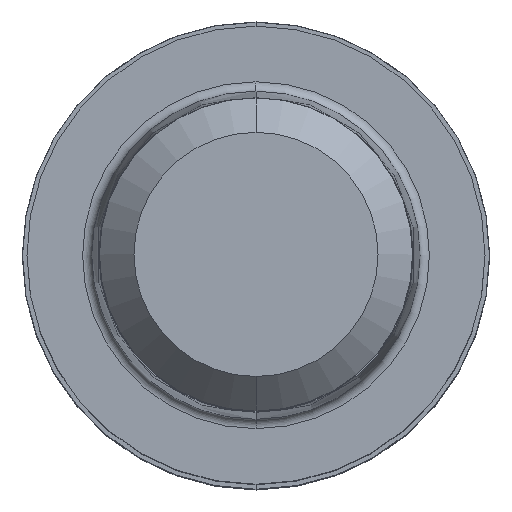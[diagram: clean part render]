
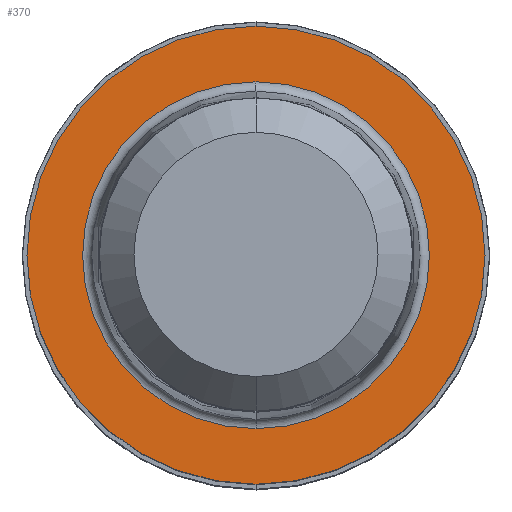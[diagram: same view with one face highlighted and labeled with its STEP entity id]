
A CAD part, top view. The second image highlights one B-rep face of the part: STEP entity #370.
In plain terms, the highlighted planar face has unit normal (0, 0, 1).
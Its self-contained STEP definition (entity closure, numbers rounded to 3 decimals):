
#236=EDGE_CURVE('',#328,#316,#521,.T.);
#254=EDGE_CURVE('',#412,#288,#540,.T.);
#274=EDGE_CURVE('',#316,#328,#562,.T.);
#288=VERTEX_POINT('',#578);
#310=EDGE_CURVE('',#288,#412,#602,.T.);
#316=VERTEX_POINT('',#608);
#328=VERTEX_POINT('',#623);
#370=ADVANCED_FACE('',(#673,#674),#675,.T.);
#412=VERTEX_POINT('',#721);
#521=CIRCLE('',#843,4.9);
#540=CIRCLE('',#870,3.71);
#562=CIRCLE('',#899,4.9);
#578=CARTESIAN_POINT('',(0.,-3.71,0.01));
#602=CIRCLE('',#956,3.71);
#608=CARTESIAN_POINT('',(0.0,4.9,0.01));
#623=CARTESIAN_POINT('',(0.,-4.9,0.01));
#673=FACE_OUTER_BOUND('',#1040,.T.);
#674=FACE_BOUND('',#1041,.T.);
#675=PLANE('',#1042);
#721=CARTESIAN_POINT('',(0.0,3.71,0.01));
#843=AXIS2_PLACEMENT_3D('',#1210,#1211,#1212);
#870=AXIS2_PLACEMENT_3D('',#1232,#1233,#1234);
#899=AXIS2_PLACEMENT_3D('',#1262,#1263,#1264);
#956=AXIS2_PLACEMENT_3D('',#1315,#1316,#1317);
#1040=EDGE_LOOP('',(#1414,#1415));
#1041=EDGE_LOOP('',(#1416,#1417));
#1042=AXIS2_PLACEMENT_3D('',#1418,#1419,#1420);
#1210=CARTESIAN_POINT('',(0.0,0.0,0.01));
#1211=DIRECTION('',(0.0,0.0,-1.0));
#1212=DIRECTION('',(0.0,1.0,0.0));
#1232=CARTESIAN_POINT('',(0.0,0.0,0.01));
#1233=DIRECTION('',(0.0,0.0,-1.0));
#1234=DIRECTION('',(0.0,1.0,0.0));
#1262=CARTESIAN_POINT('',(0.0,0.0,0.01));
#1263=DIRECTION('',(0.0,0.0,-1.0));
#1264=DIRECTION('',(0.0,1.0,0.0));
#1315=CARTESIAN_POINT('',(0.0,0.0,0.01));
#1316=DIRECTION('',(0.0,0.0,-1.0));
#1317=DIRECTION('',(0.0,1.0,0.0));
#1414=ORIENTED_EDGE('',*,*,#274,.F.);
#1415=ORIENTED_EDGE('',*,*,#236,.F.);
#1416=ORIENTED_EDGE('',*,*,#254,.T.);
#1417=ORIENTED_EDGE('',*,*,#310,.T.);
#1418=CARTESIAN_POINT('',(0.0,2.45,0.01));
#1419=DIRECTION('',(-0.0,0.0,1.0));
#1420=DIRECTION('',(0.0,-1.0,0.0));
